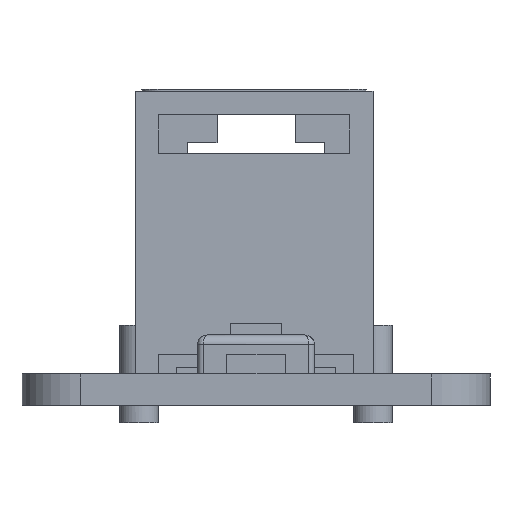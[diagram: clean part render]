
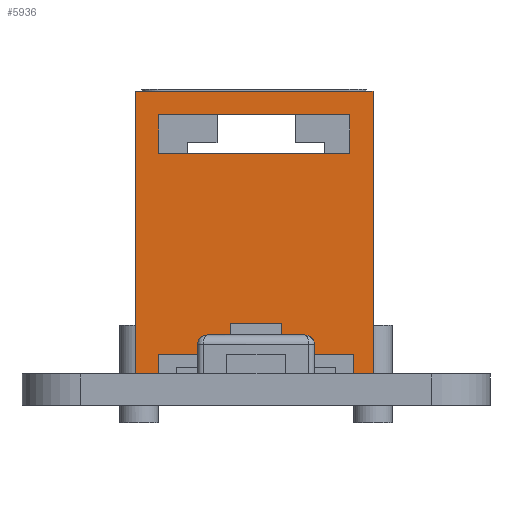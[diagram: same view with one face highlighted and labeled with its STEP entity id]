
A CAD part, left-side view. The second image highlights one B-rep face of the part: STEP entity #5936.
In plain terms, the highlighted planar face has unit normal (-1, 0, 0).
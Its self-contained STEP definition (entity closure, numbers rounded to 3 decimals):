
#314 = EDGE_CURVE ( 'NONE', #4314, #4419, #2908, .T. ) ;
#512 = DIRECTION ( 'NONE',  ( 0., -1., 0. ) ) ;
#558 = CARTESIAN_POINT ( 'NONE',  ( 14.261, -3.907, 52.045 ) ) ;
#775 = ORIENTED_EDGE ( 'NONE', *, *, #2622, .T. ) ;
#797 = CARTESIAN_POINT ( 'NONE',  ( 14.261, 7.293, 51.045 ) ) ;
#1125 = ORIENTED_EDGE ( 'NONE', *, *, #6382, .F. ) ;
#1178 = VERTEX_POINT ( 'NONE', #5194 ) ;
#1183 = CARTESIAN_POINT ( 'NONE',  ( 14.261, -3.707, 62.345 ) ) ;
#1338 = DIRECTION ( 'NONE',  ( 0., 0., -1. ) ) ;
#1521 = LINE ( 'NONE', #3078, #4370 ) ;
#1559 = EDGE_CURVE ( 'NONE', #5169, #1178, #3378, .T. ) ;
#1561 = LINE ( 'NONE', #5817, #4227 ) ;
#1562 = VECTOR ( 'NONE', #5460, 1000. ) ;
#1622 = CARTESIAN_POINT ( 'NONE',  ( 14.261, 7.293, 51.045 ) ) ;
#1629 = VERTEX_POINT ( 'NONE', #4586 ) ;
#1630 = VERTEX_POINT ( 'NONE', #4615 ) ;
#1770 = LINE ( 'NONE', #5479, #4602 ) ;
#1843 = DIRECTION ( 'NONE',  ( 0., -1., 0. ) ) ;
#2151 = LINE ( 'NONE', #3275, #3552 ) ;
#2205 = DIRECTION ( 'NONE',  ( 0., 0., 1. ) ) ;
#2210 = CARTESIAN_POINT ( 'NONE',  ( 14.261, 6.093, 64.345 ) ) ;
#2212 = ORIENTED_EDGE ( 'NONE', *, *, #4543, .T. ) ;
#2325 = VERTEX_POINT ( 'NONE', #1622 ) ;
#2385 = DIRECTION ( 'NONE',  ( 0., 0., 1. ) ) ;
#2395 = PLANE ( 'NONE',  #2509 ) ;
#2509 = AXIS2_PLACEMENT_3D ( 'NONE', #797, #4542, #1338 ) ;
#2622 = EDGE_CURVE ( 'NONE', #4011, #3666, #2788, .T. ) ;
#2716 = ORIENTED_EDGE ( 'NONE', *, *, #6346, .T. ) ;
#2742 = CARTESIAN_POINT ( 'NONE',  ( 14.261, 7.293, 51.045 ) ) ;
#2780 = CARTESIAN_POINT ( 'NONE',  ( 14.261, 6.093, 64.345 ) ) ;
#2788 = LINE ( 'NONE', #2780, #6819 ) ;
#2908 = LINE ( 'NONE', #7023, #5801 ) ;
#2937 = LINE ( 'NONE', #5970, #4369 ) ;
#2959 = CARTESIAN_POINT ( 'NONE',  ( 14.261, -3.907, 52.045 ) ) ;
#2977 = VERTEX_POINT ( 'NONE', #5174 ) ;
#3055 = EDGE_CURVE ( 'NONE', #2977, #4877, #1521, .T. ) ;
#3065 = EDGE_LOOP ( 'NONE', ( #4886, #6402, #775, #2212 ) ) ;
#3078 = CARTESIAN_POINT ( 'NONE',  ( 14.261, 7.293, 65.545 ) ) ;
#3178 = CARTESIAN_POINT ( 'NONE',  ( 14.261, -3.707, 64.345 ) ) ;
#3224 = LINE ( 'NONE', #5646, #6151 ) ;
#3275 = CARTESIAN_POINT ( 'NONE',  ( 14.261, -3.707, 64.345 ) ) ;
#3343 = FACE_OUTER_BOUND ( 'NONE', #4029, .T. ) ;
#3378 = LINE ( 'NONE', #2959, #4632 ) ;
#3484 = DIRECTION ( 'NONE',  ( 0., 0., -1. ) ) ;
#3552 = VECTOR ( 'NONE', #6598, 1000. ) ;
#3609 = ORIENTED_EDGE ( 'NONE', *, *, #1559, .T. ) ;
#3666 = VERTEX_POINT ( 'NONE', #2210 ) ;
#3690 = EDGE_CURVE ( 'NONE', #1630, #4460, #2151, .T. ) ;
#3695 = DIRECTION ( 'NONE',  ( 0., 0., 1. ) ) ;
#3799 = ORIENTED_EDGE ( 'NONE', *, *, #5292, .T. ) ;
#3826 = CARTESIAN_POINT ( 'NONE',  ( 14.261, 6.093, 52.045 ) ) ;
#3851 = VECTOR ( 'NONE', #1843, 1000. ) ;
#3959 = ORIENTED_EDGE ( 'NONE', *, *, #5922, .T. ) ;
#4011 = VERTEX_POINT ( 'NONE', #4483 ) ;
#4029 = EDGE_LOOP ( 'NONE', ( #3609, #5057, #3799, #6748, #1125, #3959, #6913, #2716 ) ) ;
#4163 = DIRECTION ( 'NONE',  ( 0., 1., 0. ) ) ;
#4179 = EDGE_CURVE ( 'NONE', #4460, #4011, #1561, .T. ) ;
#4227 = VECTOR ( 'NONE', #4163, 1000. ) ;
#4314 = VERTEX_POINT ( 'NONE', #6020 ) ;
#4369 = VECTOR ( 'NONE', #512, 1000. ) ;
#4370 = VECTOR ( 'NONE', #6939, 1000. ) ;
#4394 = DIRECTION ( 'NONE',  ( 0., 0., 1. ) ) ;
#4419 = VERTEX_POINT ( 'NONE', #3826 ) ;
#4424 = CARTESIAN_POINT ( 'NONE',  ( 14.261, 7.293, 51.045 ) ) ;
#4460 = VERTEX_POINT ( 'NONE', #1183 ) ;
#4483 = CARTESIAN_POINT ( 'NONE',  ( 14.261, 6.093, 62.345 ) ) ;
#4542 = DIRECTION ( 'NONE',  ( -1., 0., 0. ) ) ;
#4543 = EDGE_CURVE ( 'NONE', #3666, #1630, #6608, .T. ) ;
#4586 = CARTESIAN_POINT ( 'NONE',  ( 14.261, -4.907, 51.045 ) ) ;
#4602 = VECTOR ( 'NONE', #2205, 1000. ) ;
#4615 = CARTESIAN_POINT ( 'NONE',  ( 14.261, -3.707, 64.345 ) ) ;
#4632 = VECTOR ( 'NONE', #3484, 1000. ) ;
#4677 = EDGE_CURVE ( 'NONE', #1178, #1629, #7024, .T. ) ;
#4774 = FACE_BOUND ( 'NONE', #3065, .T. ) ;
#4877 = VERTEX_POINT ( 'NONE', #6259 ) ;
#4886 = ORIENTED_EDGE ( 'NONE', *, *, #3690, .T. ) ;
#5057 = ORIENTED_EDGE ( 'NONE', *, *, #4677, .T. ) ;
#5076 = VECTOR ( 'NONE', #5374, 1000. ) ;
#5169 = VERTEX_POINT ( 'NONE', #558 ) ;
#5174 = CARTESIAN_POINT ( 'NONE',  ( 14.261, 7.293, 65.545 ) ) ;
#5194 = CARTESIAN_POINT ( 'NONE',  ( 14.261, -3.907, 51.045 ) ) ;
#5292 = EDGE_CURVE ( 'NONE', #1629, #4877, #3224, .T. ) ;
#5374 = DIRECTION ( 'NONE',  ( 0., -1., 0. ) ) ;
#5460 = DIRECTION ( 'NONE',  ( 0., -1., 0. ) ) ;
#5479 = CARTESIAN_POINT ( 'NONE',  ( 14.261, 7.293, 51.045 ) ) ;
#5646 = CARTESIAN_POINT ( 'NONE',  ( 14.261, -4.907, 51.045 ) ) ;
#5801 = VECTOR ( 'NONE', #3695, 1000. ) ;
#5817 = CARTESIAN_POINT ( 'NONE',  ( 14.261, -3.707, 62.345 ) ) ;
#5922 = EDGE_CURVE ( 'NONE', #2325, #4314, #6802, .T. ) ;
#5936 = ADVANCED_FACE ( 'NONE', ( #4774, #3343 ), #2395, .T. ) ;
#5970 = CARTESIAN_POINT ( 'NONE',  ( 14.261, 6.093, 52.045 ) ) ;
#6020 = CARTESIAN_POINT ( 'NONE',  ( 14.261, 6.093, 51.045 ) ) ;
#6151 = VECTOR ( 'NONE', #2385, 1000. ) ;
#6259 = CARTESIAN_POINT ( 'NONE',  ( 14.261, -4.907, 65.545 ) ) ;
#6346 = EDGE_CURVE ( 'NONE', #4419, #5169, #2937, .T. ) ;
#6382 = EDGE_CURVE ( 'NONE', #2325, #2977, #1770, .T. ) ;
#6402 = ORIENTED_EDGE ( 'NONE', *, *, #4179, .T. ) ;
#6598 = DIRECTION ( 'NONE',  ( 0., 0., -1. ) ) ;
#6608 = LINE ( 'NONE', #3178, #5076 ) ;
#6748 = ORIENTED_EDGE ( 'NONE', *, *, #3055, .F. ) ;
#6802 = LINE ( 'NONE', #4424, #3851 ) ;
#6819 = VECTOR ( 'NONE', #4394, 1000. ) ;
#6913 = ORIENTED_EDGE ( 'NONE', *, *, #314, .T. ) ;
#6939 = DIRECTION ( 'NONE',  ( 0., -1., 0. ) ) ;
#7023 = CARTESIAN_POINT ( 'NONE',  ( 14.261, 6.093, 51.045 ) ) ;
#7024 = LINE ( 'NONE', #2742, #1562 ) ;
